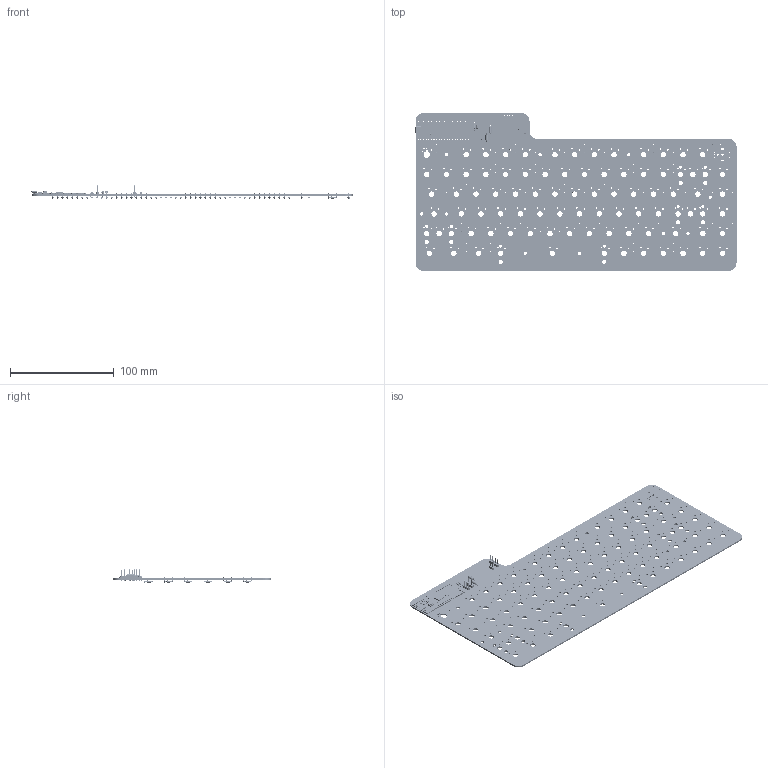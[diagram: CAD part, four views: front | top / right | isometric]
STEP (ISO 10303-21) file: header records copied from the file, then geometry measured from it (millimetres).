
FILE_DESCRIPTION(('KiCad electronic assembly'),'2;1');
FILE_NAME('lpkbv1.step','2025-11-05T15:40:54',('Pcbnew'),('Kicad'), 'Open CASCADE STEP processor 7.9','KiCad to STEP converter','Unknown' );
FILE_SCHEMA(('AUTOMOTIVE_DESIGN { 1 0 10303 214 1 1 1 1 }'));
Length unit declared in the file: millimetre
Products named in the file (9): lpkbv1 1; PinHeader_1x03_P2.54mm_Vertical; D_DO-41_SOD81_P7.62mm_Horizontal; PinHeader_1x02_P2.54mm_Vertical; R_Axial_DIN0204_L3.6mm_D1.6mm_P7.62mm_Horizontal; RaspberryPi_Pico; RaspberryPi_Pico_Module_KiCad; D_DO-35_SOD27_P7.62mm_Horizontal; lpkbv1_PCB
Assembly tree (94 placements, depth 3):
  lpkbv1 1
    PinHeader_1x03_P2.54mm_Vertical  x2
    D_DO-41_SOD81_P7.62mm_Horizontal  x2
    PinHeader_1x02_P2.54mm_Vertical  x3
    R_Axial_DIN0204_L3.6mm_D1.6mm_P7.62mm_Horizontal  x2
    RaspberryPi_Pico
      RaspberryPi_Pico_Module_KiCad
    D_DO-35_SOD27_P7.62mm_Horizontal  x82
    lpkbv1_PCB
Bounding box: 310.19 x 152.5 x 12.73 mm (x, y, z)
Volume: 62462.1 mm3; surface area: 93362 mm2
Topology: 175 solids, 175 shells, 2718 faces, 5896 edges, 3762 vertices
Faces by surface type: cylinder 1189, plane 1187, torus 342
Full cylindrical faces by diameter (mm): 0.5 x254, 0.7 x4, 0.8 x172, 1 x104, 1.1 x4, 1.2 x2, 1.44 x2, 1.5 x178, 1.6 x4, 1.85 x2, 2 x164, 2.02 x82, 2.1 x5, 2.2 x2, 2.7 x4, 2.72 x2, 3.048 x8, 3.2 x10, 3.988 x8, 5.25 x88
Entity records: 48116 total; most frequent: DIRECTION 7626, CARTESIAN_POINT 7117, ORIENTED_EDGE 6956, EDGE_CURVE 3478, AXIS2_PLACEMENT_3D 2843, FACE_BOUND 2426, EDGE_LOOP 2426, VERTEX_POINT 2334
